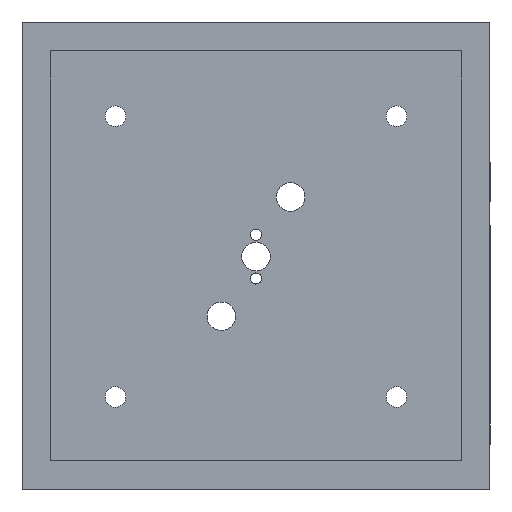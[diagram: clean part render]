
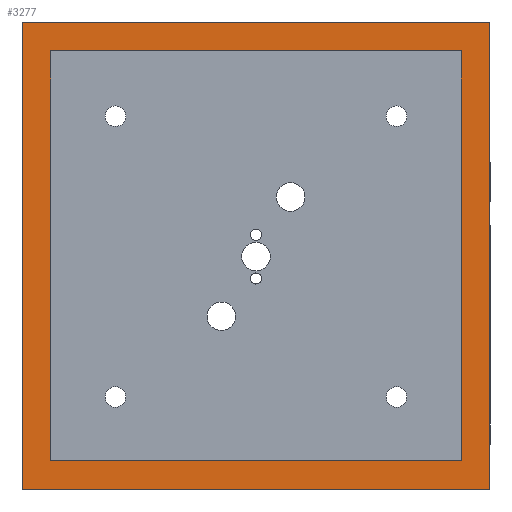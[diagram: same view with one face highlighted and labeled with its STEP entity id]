
A CAD part, top view. The second image highlights one B-rep face of the part: STEP entity #3277.
In plain terms, the highlighted planar face has unit normal (0, 0, 1).
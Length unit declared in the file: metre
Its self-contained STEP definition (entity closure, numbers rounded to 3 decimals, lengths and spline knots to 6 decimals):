
#178 = EDGE_CURVE ( 'NONE', #1193, #2875, #4633, .T. ) ;
#451 = VECTOR ( 'NONE', #4566, 1. ) ;
#482 = ORIENTED_EDGE ( 'NONE', *, *, #178, .T. ) ;
#512 = EDGE_CURVE ( 'NONE', #5027, #3519, #2658, .T. ) ;
#546 = CARTESIAN_POINT ( 'NONE',  ( 1.4985, -1.494, 2.997 ) ) ;
#560 = CARTESIAN_POINT ( 'NONE',  ( -1.313315, 1.312, 2.997 ) ) ;
#705 = CARTESIAN_POINT ( 'NONE',  ( -1.4985, 1.497, 2.997 ) ) ;
#803 = VECTOR ( 'NONE', #4894, 1. ) ;
#833 = LINE ( 'NONE', #4231, #3669 ) ;
#1193 = VERTEX_POINT ( 'NONE', #546 ) ;
#1196 = CARTESIAN_POINT ( 'NONE',  ( -1.313315, -1.312, 2.997 ) ) ;
#1394 = ORIENTED_EDGE ( 'NONE', *, *, #5357, .F. ) ;
#1450 = DIRECTION ( 'NONE',  ( 0., 0., 1. ) ) ;
#1480 = VERTEX_POINT ( 'NONE', #5756 ) ;
#2167 = AXIS2_PLACEMENT_3D ( 'NONE', #4901, #1450, #4399 ) ;
#2220 = CARTESIAN_POINT ( 'NONE',  ( -1.313315, -1.312, 2.997 ) ) ;
#2427 = CARTESIAN_POINT ( 'NONE',  ( 1.4985, 1.497, 2.997 ) ) ;
#2448 = VERTEX_POINT ( 'NONE', #5880 ) ;
#2573 = ORIENTED_EDGE ( 'NONE', *, *, #4253, .F. ) ;
#2578 = VECTOR ( 'NONE', #2713, 1. ) ;
#2597 = CARTESIAN_POINT ( 'NONE',  ( -1.313315, 1.312, 2.997 ) ) ;
#2614 = VECTOR ( 'NONE', #3191, 1. ) ;
#2617 = EDGE_CURVE ( 'NONE', #1193, #6007, #833, .T. ) ;
#2658 = LINE ( 'NONE', #2220, #2614 ) ;
#2713 = DIRECTION ( 'NONE',  ( -1., 0., 0. ) ) ;
#2758 = CARTESIAN_POINT ( 'NONE',  ( 1.313315, -1.312, 2.997 ) ) ;
#2847 = DIRECTION ( 'NONE',  ( 0., -1., 0. ) ) ;
#2875 = VERTEX_POINT ( 'NONE', #2427 ) ;
#2944 = FACE_BOUND ( 'NONE', #4233, .T. ) ;
#2969 = LINE ( 'NONE', #560, #803 ) ;
#3001 = ORIENTED_EDGE ( 'NONE', *, *, #4553, .T. ) ;
#3112 = CARTESIAN_POINT ( 'NONE',  ( -1.4985, -1.494, 2.997 ) ) ;
#3190 = VECTOR ( 'NONE', #2847, 1. ) ;
#3191 = DIRECTION ( 'NONE',  ( 1., 0., 0. ) ) ;
#3277 = ADVANCED_FACE ( 'NONE', ( #3844, #2944 ), #4871, .T. ) ;
#3342 = LINE ( 'NONE', #4854, #3190 ) ;
#3519 = VERTEX_POINT ( 'NONE', #2758 ) ;
#3562 = LINE ( 'NONE', #705, #2578 ) ;
#3611 = VECTOR ( 'NONE', #4549, 1. ) ;
#3645 = LINE ( 'NONE', #5097, #4598 ) ;
#3669 = VECTOR ( 'NONE', #3819, 1. ) ;
#3819 = DIRECTION ( 'NONE',  ( -1., 0., 0. ) ) ;
#3844 = FACE_OUTER_BOUND ( 'NONE', #3989, .T. ) ;
#3893 = EDGE_CURVE ( 'NONE', #2875, #2448, #3562, .T. ) ;
#3989 = EDGE_LOOP ( 'NONE', ( #4260, #482, #6177, #3001 ) ) ;
#4034 = DIRECTION ( 'NONE',  ( 0., 1., 0. ) ) ;
#4231 = CARTESIAN_POINT ( 'NONE',  ( 0., -1.494, 2.997 ) ) ;
#4233 = EDGE_LOOP ( 'NONE', ( #2573, #4911, #1394, #4410 ) ) ;
#4253 = EDGE_CURVE ( 'NONE', #3519, #5702, #3645, .T. ) ;
#4260 = ORIENTED_EDGE ( 'NONE', *, *, #2617, .F. ) ;
#4399 = DIRECTION ( 'NONE',  ( 1., 0., 0. ) ) ;
#4410 = ORIENTED_EDGE ( 'NONE', *, *, #5433, .F. ) ;
#4452 = LINE ( 'NONE', #2597, #3611 ) ;
#4549 = DIRECTION ( 'NONE',  ( -1., 0., 0. ) ) ;
#4553 = EDGE_CURVE ( 'NONE', #2448, #6007, #3342, .T. ) ;
#4566 = DIRECTION ( 'NONE',  ( 0., 1., 0. ) ) ;
#4598 = VECTOR ( 'NONE', #4034, 1. ) ;
#4633 = LINE ( 'NONE', #5584, #451 ) ;
#4767 = CARTESIAN_POINT ( 'NONE',  ( 1.313315, 1.312, 2.997 ) ) ;
#4854 = CARTESIAN_POINT ( 'NONE',  ( -1.4985, 1.497, 2.997 ) ) ;
#4871 = PLANE ( 'NONE',  #2167 ) ;
#4894 = DIRECTION ( 'NONE',  ( 0., -1., 0. ) ) ;
#4901 = CARTESIAN_POINT ( 'NONE',  ( 0., 0., 2.997 ) ) ;
#4911 = ORIENTED_EDGE ( 'NONE', *, *, #512, .F. ) ;
#5027 = VERTEX_POINT ( 'NONE', #1196 ) ;
#5097 = CARTESIAN_POINT ( 'NONE',  ( 1.313315, 1.312, 2.997 ) ) ;
#5357 = EDGE_CURVE ( 'NONE', #1480, #5027, #2969, .T. ) ;
#5433 = EDGE_CURVE ( 'NONE', #5702, #1480, #4452, .T. ) ;
#5584 = CARTESIAN_POINT ( 'NONE',  ( 1.4985, 1.497, 2.997 ) ) ;
#5702 = VERTEX_POINT ( 'NONE', #4767 ) ;
#5756 = CARTESIAN_POINT ( 'NONE',  ( -1.313315, 1.312, 2.997 ) ) ;
#5880 = CARTESIAN_POINT ( 'NONE',  ( -1.4985, 1.497, 2.997 ) ) ;
#6007 = VERTEX_POINT ( 'NONE', #3112 ) ;
#6177 = ORIENTED_EDGE ( 'NONE', *, *, #3893, .T. ) ;
